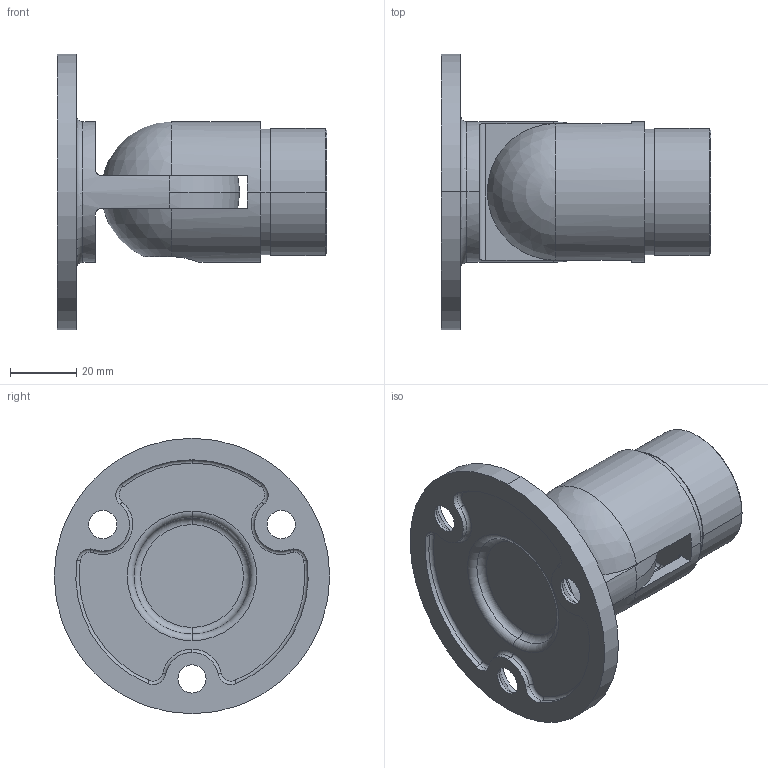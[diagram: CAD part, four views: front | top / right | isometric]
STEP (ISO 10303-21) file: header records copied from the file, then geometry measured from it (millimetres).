
FILE_DESCRIPTION (( 'STEP AP203' ), '1' );
FILE_NAME ('0100000000017188_27_A_0945-242-B.STEP', '2022-04-13T11:14:46', ( '' ), ( '' ), 'SwSTEP 2.0', 'SolidWorks 2019', '' );
FILE_SCHEMA (( 'CONFIG_CONTROL_DESIGN' ));
Length unit declared in the file: millimetre
Products named in the file (4): A_0945-242-B.P1; Skrutka DIN 7991_Skrutka M 8x 25; 0100000000017188_27_A_0945-242-B; A_0945-242-B.P2
Assembly tree (3 placements, depth 2):
  0100000000017188_27_A_0945-242-B
    A_0945-242-B.P1
    A_0945-242-B.P2
    Skrutka DIN 7991_Skrutka M 8x 25
Bounding box: 81.3 x 83 x 83 mm (x, y, z)
Volume: 70051 mm3; surface area: 34843 mm2
Topology: 3 solids, 3 shells, 151 faces, 361 edges, 218 vertices
Faces by surface type: cylinder 62, torus 36, plane 29, cone 18, sphere 6
Entity records: 4962 total; most frequent: DIRECTION 894, CARTESIAN_POINT 873, ORIENTED_EDGE 718, AXIS2_PLACEMENT_3D 388, EDGE_CURVE 359, CIRCLE 231, VERTEX_POINT 217, EDGE_LOOP 164
